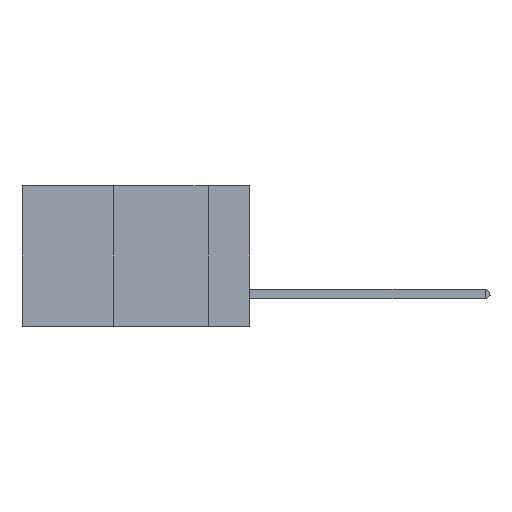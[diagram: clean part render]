
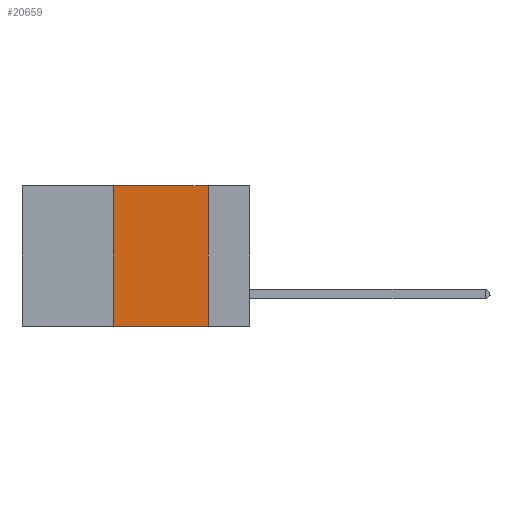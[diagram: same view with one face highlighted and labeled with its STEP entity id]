
A CAD part, left-side view. The second image highlights one B-rep face of the part: STEP entity #20659.
In plain terms, the highlighted planar face has unit normal (-1, 0, 0).
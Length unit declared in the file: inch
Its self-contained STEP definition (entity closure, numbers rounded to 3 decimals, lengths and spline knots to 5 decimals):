
#229 = AXIS2_PLACEMENT_3D ( 'NONE', #24755, #13570, #10951 ) ;
#818 = LINE ( 'NONE', #21332, #3348 ) ;
#1757 = CARTESIAN_POINT ( 'NONE',  ( 0., 0.6, 0. ) ) ;
#2677 = VERTEX_POINT ( 'NONE', #26066 ) ;
#3153 = ORIENTED_EDGE ( 'NONE', *, *, #15443, .F. ) ;
#3348 = VECTOR ( 'NONE', #23246, 39.37008 ) ;
#3815 = VECTOR ( 'NONE', #13987, 39.37008 ) ;
#3877 = LINE ( 'NONE', #5818, #16561 ) ;
#5818 = CARTESIAN_POINT ( 'NONE',  ( 0., 0.36, 0. ) ) ;
#9208 = VERTEX_POINT ( 'NONE', #15210 ) ;
#9299 = VERTEX_POINT ( 'NONE', #27471 ) ;
#10112 = DIRECTION ( 'NONE',  ( 0., -1., 0. ) ) ;
#10951 = DIRECTION ( 'NONE',  ( 0., 0., -1. ) ) ;
#13433 = DIRECTION ( 'NONE',  ( 0., 0., 1. ) ) ;
#13570 = DIRECTION ( 'NONE',  ( 1., 0., 0. ) ) ;
#13571 = LINE ( 'NONE', #28526, #26557 ) ;
#13987 = DIRECTION ( 'NONE',  ( 0., -1., 0. ) ) ;
#13991 = VERTEX_POINT ( 'NONE', #27892 ) ;
#14385 = EDGE_CURVE ( 'NONE', #9208, #9299, #3877, .T. ) ;
#15210 = CARTESIAN_POINT ( 'NONE',  ( 0., 0.36, -0.37 ) ) ;
#15443 = EDGE_CURVE ( 'NONE', #9299, #13991, #21503, .T. ) ;
#15671 = ORIENTED_EDGE ( 'NONE', *, *, #22130, .T. ) ;
#16482 = ORIENTED_EDGE ( 'NONE', *, *, #28619, .F. ) ;
#16561 = VECTOR ( 'NONE', #13433, 39.37008 ) ;
#16883 = FACE_OUTER_BOUND ( 'NONE', #17183, .T. ) ;
#17183 = EDGE_LOOP ( 'NONE', ( #16482, #3153, #22461, #15671 ) ) ;
#20659 = ADVANCED_FACE ( 'NONE', ( #16883 ), #29550, .F. ) ;
#21332 = CARTESIAN_POINT ( 'NONE',  ( 0., 0.11, 0. ) ) ;
#21503 = LINE ( 'NONE', #1757, #3815 ) ;
#22130 = EDGE_CURVE ( 'NONE', #9208, #2677, #13571, .T. ) ;
#22461 = ORIENTED_EDGE ( 'NONE', *, *, #14385, .F. ) ;
#23246 = DIRECTION ( 'NONE',  ( 0., 0., -1. ) ) ;
#24755 = CARTESIAN_POINT ( 'NONE',  ( 0., 0.6, 0. ) ) ;
#26066 = CARTESIAN_POINT ( 'NONE',  ( 0., 0.11, -0.37 ) ) ;
#26557 = VECTOR ( 'NONE', #10112, 39.37008 ) ;
#27471 = CARTESIAN_POINT ( 'NONE',  ( 0., 0.36, 0. ) ) ;
#27892 = CARTESIAN_POINT ( 'NONE',  ( 0., 0.11, 0. ) ) ;
#28526 = CARTESIAN_POINT ( 'NONE',  ( 0., 0.6, -0.37 ) ) ;
#28619 = EDGE_CURVE ( 'NONE', #13991, #2677, #818, .T. ) ;
#29550 = PLANE ( 'NONE',  #229 ) ;
